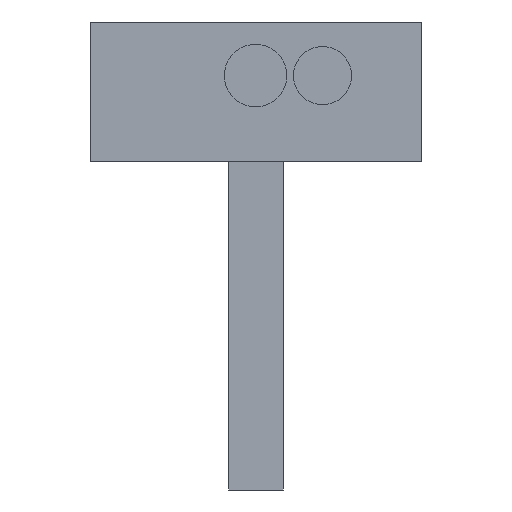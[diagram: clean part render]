
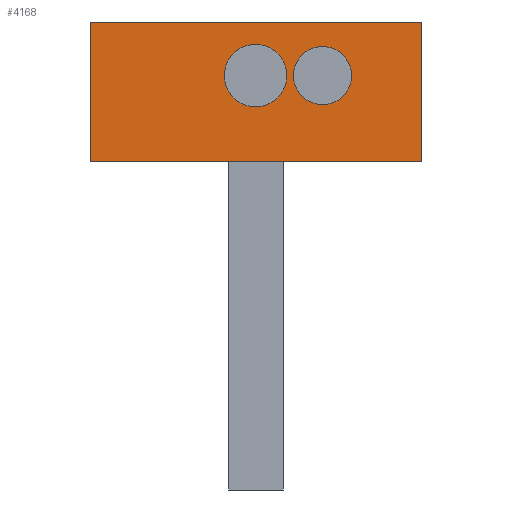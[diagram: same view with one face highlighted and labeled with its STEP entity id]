
A CAD part, left-side view. The second image highlights one B-rep face of the part: STEP entity #4168.
In plain terms, the highlighted planar face has unit normal (-1, 0, 0).
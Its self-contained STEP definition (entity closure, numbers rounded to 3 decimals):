
#22 = DIRECTION ( 'NONE',  ( 0., -1., 0. ) ) ;
#72 = PLANE ( 'NONE',  #1321 ) ;
#108 = DIRECTION ( 'NONE',  ( 0., -1., 0. ) ) ;
#413 = ORIENTED_EDGE ( 'NONE', *, *, #4066, .F. ) ;
#443 = CARTESIAN_POINT ( 'NONE',  ( -150.5, 18.55, 15.6 ) ) ;
#483 = CARTESIAN_POINT ( 'NONE',  ( -150.5, -18.55, 15.6 ) ) ;
#575 = CARTESIAN_POINT ( 'NONE',  ( -150.5, -18.55, 0. ) ) ;
#590 = ORIENTED_EDGE ( 'NONE', *, *, #3970, .F. ) ;
#642 = AXIS2_PLACEMENT_3D ( 'NONE', #1783, #2823, #1452 ) ;
#680 = VERTEX_POINT ( 'NONE', #1003 ) ;
#719 = CIRCLE ( 'NONE', #642, 3.25 ) ;
#781 = DIRECTION ( 'NONE',  ( -1., 0., 0. ) ) ;
#787 = DIRECTION ( 'NONE',  ( 0., 0., -1. ) ) ;
#968 = EDGE_LOOP ( 'NONE', ( #3131, #4410, #4222, #2458 ) ) ;
#996 = ORIENTED_EDGE ( 'NONE', *, *, #2090, .F. ) ;
#1003 = CARTESIAN_POINT ( 'NONE',  ( -150.5, 18.55, 15.6 ) ) ;
#1019 = AXIS2_PLACEMENT_3D ( 'NONE', #2292, #781, #1836 ) ;
#1063 = EDGE_CURVE ( 'NONE', #680, #2020, #3232, .T. ) ;
#1079 = CARTESIAN_POINT ( 'NONE',  ( -150.5, -10.7, 9.6 ) ) ;
#1152 = DIRECTION ( 'NONE',  ( 0., 1., 0. ) ) ;
#1236 = CIRCLE ( 'NONE', #1019, 3.25 ) ;
#1321 = AXIS2_PLACEMENT_3D ( 'NONE', #443, #2275, #1152 ) ;
#1446 = CARTESIAN_POINT ( 'NONE',  ( -150.5, -4.2, 9.6 ) ) ;
#1452 = DIRECTION ( 'NONE',  ( 0., 1., 0. ) ) ;
#1518 = CARTESIAN_POINT ( 'NONE',  ( -150.5, 18.55, 0. ) ) ;
#1705 = AXIS2_PLACEMENT_3D ( 'NONE', #2591, #4458, #22 ) ;
#1783 = CARTESIAN_POINT ( 'NONE',  ( -150.5, -7.45, 9.6 ) ) ;
#1836 = DIRECTION ( 'NONE',  ( 0., 1., 0. ) ) ;
#1969 = CARTESIAN_POINT ( 'NONE',  ( -150.5, 18.55, 0. ) ) ;
#2020 = VERTEX_POINT ( 'NONE', #1518 ) ;
#2090 = EDGE_CURVE ( 'NONE', #3731, #2239, #2258, .T. ) ;
#2166 = CIRCLE ( 'NONE', #1705, 3.5 ) ;
#2229 = EDGE_CURVE ( 'NONE', #2020, #3667, #2739, .T. ) ;
#2239 = VERTEX_POINT ( 'NONE', #4154 ) ;
#2258 = CIRCLE ( 'NONE', #3468, 3.5 ) ;
#2275 = DIRECTION ( 'NONE',  ( 1., 0., 0. ) ) ;
#2292 = CARTESIAN_POINT ( 'NONE',  ( -150.5, -7.45, 9.6 ) ) ;
#2405 = ORIENTED_EDGE ( 'NONE', *, *, #4094, .F. ) ;
#2458 = ORIENTED_EDGE ( 'NONE', *, *, #1063, .T. ) ;
#2568 = FACE_BOUND ( 'NONE', #4180, .T. ) ;
#2591 = CARTESIAN_POINT ( 'NONE',  ( -150.5, 0.05, 9.6 ) ) ;
#2674 = CARTESIAN_POINT ( 'NONE',  ( -150.5, 0.05, 9.6 ) ) ;
#2739 = LINE ( 'NONE', #1969, #3936 ) ;
#2817 = CARTESIAN_POINT ( 'NONE',  ( -150.5, 18.55, 15.6 ) ) ;
#2823 = DIRECTION ( 'NONE',  ( -1., 0., 0. ) ) ;
#2867 = EDGE_LOOP ( 'NONE', ( #413, #996 ) ) ;
#2929 = VECTOR ( 'NONE', #787, 1000. ) ;
#2982 = FACE_OUTER_BOUND ( 'NONE', #968, .T. ) ;
#3131 = ORIENTED_EDGE ( 'NONE', *, *, #2229, .T. ) ;
#3139 = VECTOR ( 'NONE', #3845, 1000. ) ;
#3232 = LINE ( 'NONE', #4331, #2929 ) ;
#3290 = EDGE_CURVE ( 'NONE', #680, #4211, #3945, .T. ) ;
#3294 = DIRECTION ( 'NONE',  ( -1., 0., 0. ) ) ;
#3304 = VERTEX_POINT ( 'NONE', #1446 ) ;
#3428 = VERTEX_POINT ( 'NONE', #1079 ) ;
#3432 = CARTESIAN_POINT ( 'NONE',  ( -150.5, -18.55, 15.6 ) ) ;
#3458 = LINE ( 'NONE', #3432, #3139 ) ;
#3468 = AXIS2_PLACEMENT_3D ( 'NONE', #2674, #3294, #108 ) ;
#3477 = DIRECTION ( 'NONE',  ( 0., -1., 0. ) ) ;
#3667 = VERTEX_POINT ( 'NONE', #575 ) ;
#3673 = VECTOR ( 'NONE', #4269, 1000. ) ;
#3683 = FACE_BOUND ( 'NONE', #2867, .T. ) ;
#3731 = VERTEX_POINT ( 'NONE', #4055 ) ;
#3845 = DIRECTION ( 'NONE',  ( 0., 0., -1. ) ) ;
#3936 = VECTOR ( 'NONE', #3477, 1000. ) ;
#3945 = LINE ( 'NONE', #2817, #3673 ) ;
#3970 = EDGE_CURVE ( 'NONE', #3304, #3428, #719, .T. ) ;
#4055 = CARTESIAN_POINT ( 'NONE',  ( -150.5, -3.45, 9.6 ) ) ;
#4066 = EDGE_CURVE ( 'NONE', #2239, #3731, #2166, .T. ) ;
#4094 = EDGE_CURVE ( 'NONE', #3428, #3304, #1236, .T. ) ;
#4154 = CARTESIAN_POINT ( 'NONE',  ( -150.5, 3.55, 9.6 ) ) ;
#4168 = ADVANCED_FACE ( 'NONE', ( #2568, #3683, #2982 ), #72, .F. ) ;
#4180 = EDGE_LOOP ( 'NONE', ( #590, #2405 ) ) ;
#4211 = VERTEX_POINT ( 'NONE', #483 ) ;
#4222 = ORIENTED_EDGE ( 'NONE', *, *, #3290, .F. ) ;
#4260 = EDGE_CURVE ( 'NONE', #4211, #3667, #3458, .T. ) ;
#4269 = DIRECTION ( 'NONE',  ( 0., -1., 0. ) ) ;
#4331 = CARTESIAN_POINT ( 'NONE',  ( -150.5, 18.55, 15.6 ) ) ;
#4410 = ORIENTED_EDGE ( 'NONE', *, *, #4260, .F. ) ;
#4458 = DIRECTION ( 'NONE',  ( -1., 0., 0. ) ) ;
